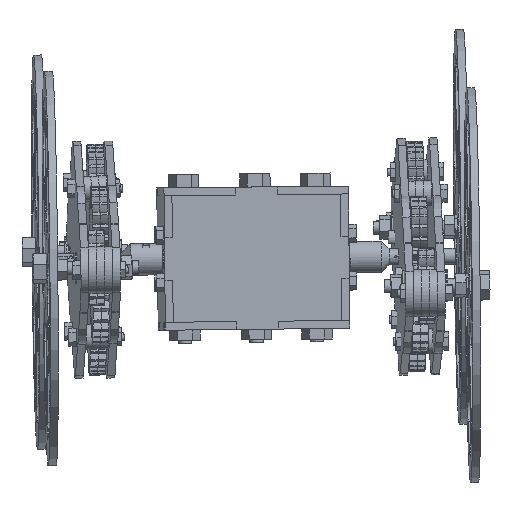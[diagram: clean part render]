
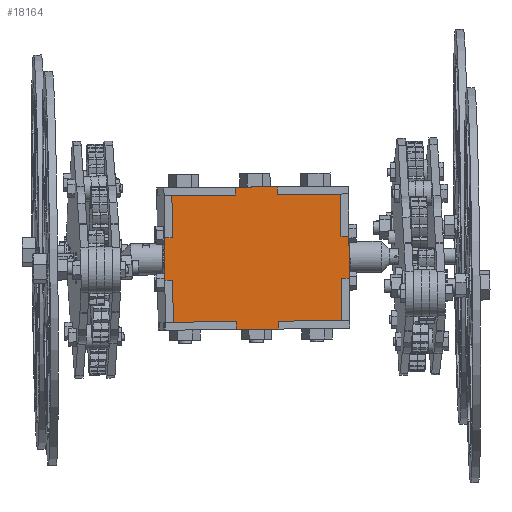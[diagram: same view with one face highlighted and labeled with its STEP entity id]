
A CAD part, left-side view. The second image highlights one B-rep face of the part: STEP entity #18164.
In plain terms, the highlighted face is planar.
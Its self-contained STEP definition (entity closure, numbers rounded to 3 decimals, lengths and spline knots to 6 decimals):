
#1160=LINE('',#31362,#2405);
#1161=LINE('',#31365,#2406);
#1162=LINE('',#31367,#2407);
#1163=LINE('',#31369,#2408);
#1164=LINE('',#31371,#2409);
#1165=LINE('',#31373,#2410);
#1166=LINE('',#31375,#2411);
#1167=LINE('',#31377,#2412);
#1168=LINE('',#31379,#2413);
#1169=LINE('',#31381,#2414);
#1170=LINE('',#31383,#2415);
#1171=LINE('',#31385,#2416);
#1172=LINE('',#31387,#2417);
#1173=LINE('',#31389,#2418);
#1174=LINE('',#31391,#2419);
#1175=LINE('',#31393,#2420);
#1176=LINE('',#31395,#2421);
#1177=LINE('',#31397,#2422);
#1178=LINE('',#31399,#2423);
#1179=LINE('',#31401,#2424);
#2405=VECTOR('',#25906,1.);
#2406=VECTOR('',#25907,1.);
#2407=VECTOR('',#25908,1.);
#2408=VECTOR('',#25909,1.);
#2409=VECTOR('',#25910,1.);
#2410=VECTOR('',#25911,1.);
#2411=VECTOR('',#25912,1.);
#2412=VECTOR('',#25913,1.);
#2413=VECTOR('',#25914,1.);
#2414=VECTOR('',#25915,1.);
#2415=VECTOR('',#25916,1.);
#2416=VECTOR('',#25917,1.);
#2417=VECTOR('',#25918,1.);
#2418=VECTOR('',#25919,1.);
#2419=VECTOR('',#25920,1.);
#2420=VECTOR('',#25921,1.);
#2421=VECTOR('',#25922,1.);
#2422=VECTOR('',#25923,1.);
#2423=VECTOR('',#25924,1.);
#2424=VECTOR('',#25925,1.);
#8305=ORIENTED_EDGE('',*,*,#11340,.F.);
#8306=ORIENTED_EDGE('',*,*,#11341,.F.);
#8307=ORIENTED_EDGE('',*,*,#11342,.F.);
#8308=ORIENTED_EDGE('',*,*,#11343,.F.);
#8309=ORIENTED_EDGE('',*,*,#11344,.F.);
#8310=ORIENTED_EDGE('',*,*,#11345,.F.);
#8311=ORIENTED_EDGE('',*,*,#11346,.F.);
#8312=ORIENTED_EDGE('',*,*,#11347,.F.);
#8313=ORIENTED_EDGE('',*,*,#11348,.F.);
#8314=ORIENTED_EDGE('',*,*,#11349,.F.);
#8315=ORIENTED_EDGE('',*,*,#11350,.F.);
#8316=ORIENTED_EDGE('',*,*,#11351,.F.);
#8317=ORIENTED_EDGE('',*,*,#11352,.F.);
#8318=ORIENTED_EDGE('',*,*,#11353,.F.);
#8319=ORIENTED_EDGE('',*,*,#11354,.F.);
#8320=ORIENTED_EDGE('',*,*,#11355,.F.);
#8321=ORIENTED_EDGE('',*,*,#11356,.F.);
#8322=ORIENTED_EDGE('',*,*,#11357,.F.);
#8323=ORIENTED_EDGE('',*,*,#11358,.F.);
#8324=ORIENTED_EDGE('',*,*,#11359,.F.);
#11340=EDGE_CURVE('',#13225,#13226,#1160,.T.);
#11341=EDGE_CURVE('',#13227,#13225,#1161,.T.);
#11342=EDGE_CURVE('',#13228,#13227,#1162,.T.);
#11343=EDGE_CURVE('',#13229,#13228,#1163,.T.);
#11344=EDGE_CURVE('',#13230,#13229,#1164,.T.);
#11345=EDGE_CURVE('',#13231,#13230,#1165,.T.);
#11346=EDGE_CURVE('',#13232,#13231,#1166,.T.);
#11347=EDGE_CURVE('',#13233,#13232,#1167,.T.);
#11348=EDGE_CURVE('',#13234,#13233,#1168,.T.);
#11349=EDGE_CURVE('',#13235,#13234,#1169,.T.);
#11350=EDGE_CURVE('',#13236,#13235,#1170,.T.);
#11351=EDGE_CURVE('',#13237,#13236,#1171,.T.);
#11352=EDGE_CURVE('',#13238,#13237,#1172,.T.);
#11353=EDGE_CURVE('',#13239,#13238,#1173,.T.);
#11354=EDGE_CURVE('',#13240,#13239,#1174,.T.);
#11355=EDGE_CURVE('',#13241,#13240,#1175,.T.);
#11356=EDGE_CURVE('',#13242,#13241,#1176,.T.);
#11357=EDGE_CURVE('',#13243,#13242,#1177,.T.);
#11358=EDGE_CURVE('',#13244,#13243,#1178,.T.);
#11359=EDGE_CURVE('',#13226,#13244,#1179,.T.);
#13225=VERTEX_POINT('',#31363);
#13226=VERTEX_POINT('',#31364);
#13227=VERTEX_POINT('',#31366);
#13228=VERTEX_POINT('',#31368);
#13229=VERTEX_POINT('',#31370);
#13230=VERTEX_POINT('',#31372);
#13231=VERTEX_POINT('',#31374);
#13232=VERTEX_POINT('',#31376);
#13233=VERTEX_POINT('',#31378);
#13234=VERTEX_POINT('',#31380);
#13235=VERTEX_POINT('',#31382);
#13236=VERTEX_POINT('',#31384);
#13237=VERTEX_POINT('',#31386);
#13238=VERTEX_POINT('',#31388);
#13239=VERTEX_POINT('',#31390);
#13240=VERTEX_POINT('',#31392);
#13241=VERTEX_POINT('',#31394);
#13242=VERTEX_POINT('',#31396);
#13243=VERTEX_POINT('',#31398);
#13244=VERTEX_POINT('',#31400);
#15633=EDGE_LOOP('',(#8305,#8306,#8307,#8308,#8309,#8310,#8311,#8312,#8313,
#8314,#8315,#8316,#8317,#8318,#8319,#8320,#8321,#8322,#8323,#8324));
#16793=FACE_BOUND('',#15633,.T.);
#17320=PLANE('',#20705);
#18164=ADVANCED_FACE('',(#16793),#17320,.T.);
#20705=AXIS2_PLACEMENT_3D('',#31361,#25904,#25905);
#25904=DIRECTION('',(0.,-1.,0.));
#25905=DIRECTION('',(1.,0.,0.));
#25906=DIRECTION('',(-1.,0.,0.));
#25907=DIRECTION('',(0.,0.,-1.));
#25908=DIRECTION('',(-1.,0.,0.));
#25909=DIRECTION('',(0.,0.,-1.));
#25910=DIRECTION('',(1.,0.,0.));
#25911=DIRECTION('',(0.,0.,-1.));
#25912=DIRECTION('',(1.,0.,0.));
#25913=DIRECTION('',(0.,0.,-1.));
#25914=DIRECTION('',(1.,0.,0.));
#25915=DIRECTION('',(0.,0.,1.));
#25916=DIRECTION('',(1.,0.,0.));
#25917=DIRECTION('',(0.,0.,1.));
#25918=DIRECTION('',(1.,0.,0.));
#25919=DIRECTION('',(0.,0.,1.));
#25920=DIRECTION('',(-1.,0.,0.));
#25921=DIRECTION('',(0.,0.,1.));
#25922=DIRECTION('',(-1.,0.,0.));
#25923=DIRECTION('',(0.,0.,1.));
#25924=DIRECTION('',(-1.,0.,0.));
#25925=DIRECTION('',(0.,0.,-1.));
#31361=CARTESIAN_POINT('',(-0.032,-0.003,0.024));
#31362=CARTESIAN_POINT('',(-0.024,-0.003,0.));
#31363=CARTESIAN_POINT('',(0.,-0.003,0.));
#31364=CARTESIAN_POINT('',(-0.024,-0.003,0.));
#31365=CARTESIAN_POINT('',(0.,-0.003,0.048));
#31366=CARTESIAN_POINT('',(0.,-0.003,0.016));
#31367=CARTESIAN_POINT('',(-0.064,-0.003,0.016));
#31368=CARTESIAN_POINT('',(0.003,-0.003,0.016));
#31369=CARTESIAN_POINT('',(0.003,-0.003,0.016));
#31370=CARTESIAN_POINT('',(0.003,-0.003,0.032));
#31371=CARTESIAN_POINT('',(-0.067,-0.003,0.032));
#31372=CARTESIAN_POINT('',(0.,-0.003,0.032));
#31373=CARTESIAN_POINT('',(0.,-0.003,0.032));
#31374=CARTESIAN_POINT('',(0.,-0.003,0.048));
#31375=CARTESIAN_POINT('',(-0.064,-0.003,0.048));
#31376=CARTESIAN_POINT('',(-0.024,-0.003,0.048));
#31377=CARTESIAN_POINT('',(-0.024,-0.003,0.));
#31378=CARTESIAN_POINT('',(-0.024,-0.003,0.051));
#31379=CARTESIAN_POINT('',(-0.032,-0.003,0.051));
#31380=CARTESIAN_POINT('',(-0.04,-0.003,0.051));
#31381=CARTESIAN_POINT('',(-0.04,-0.003,-0.003));
#31382=CARTESIAN_POINT('',(-0.04,-0.003,0.048));
#31383=CARTESIAN_POINT('',(-0.04,-0.003,0.048));
#31384=CARTESIAN_POINT('',(-0.064,-0.003,0.048));
#31385=CARTESIAN_POINT('',(-0.064,-0.003,0.));
#31386=CARTESIAN_POINT('',(-0.064,-0.003,0.032));
#31387=CARTESIAN_POINT('',(-0.064,-0.003,0.032));
#31388=CARTESIAN_POINT('',(-0.067,-0.003,0.032));
#31389=CARTESIAN_POINT('',(-0.067,-0.003,0.032));
#31390=CARTESIAN_POINT('',(-0.067,-0.003,0.016));
#31391=CARTESIAN_POINT('',(-0.067,-0.003,0.016));
#31392=CARTESIAN_POINT('',(-0.064,-0.003,0.016));
#31393=CARTESIAN_POINT('',(-0.064,-0.003,0.016));
#31394=CARTESIAN_POINT('',(-0.064,-0.003,0.));
#31395=CARTESIAN_POINT('',(0.,-0.003,0.));
#31396=CARTESIAN_POINT('',(-0.04,-0.003,0.));
#31397=CARTESIAN_POINT('',(-0.04,-0.003,0.));
#31398=CARTESIAN_POINT('',(-0.04,-0.003,-0.003));
#31399=CARTESIAN_POINT('',(-0.032,-0.003,-0.003));
#31400=CARTESIAN_POINT('',(-0.024,-0.003,-0.003));
#31401=CARTESIAN_POINT('',(-0.024,-0.003,-0.003));
